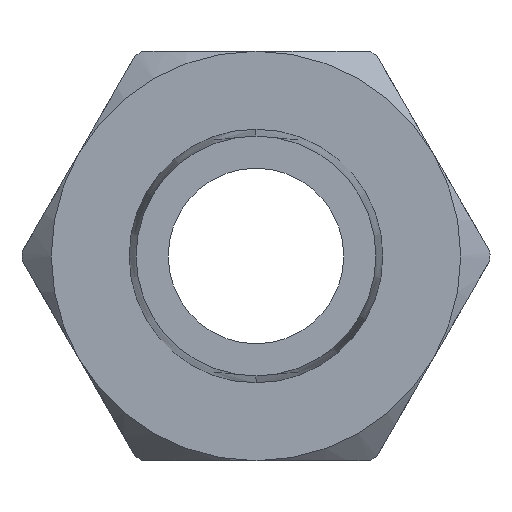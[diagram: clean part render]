
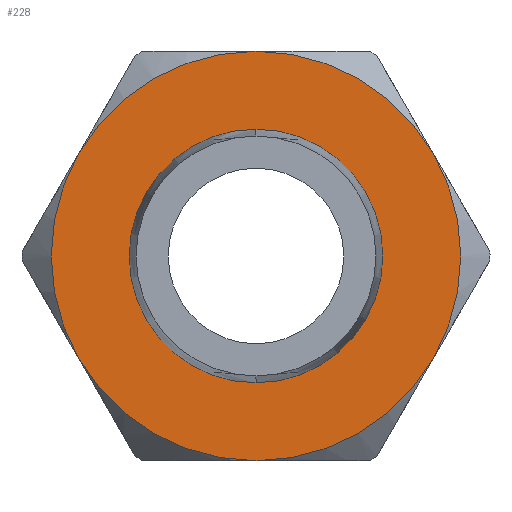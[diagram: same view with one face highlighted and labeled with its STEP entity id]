
A CAD part, left-side view. The second image highlights one B-rep face of the part: STEP entity #228.
In plain terms, the highlighted planar face has unit normal (-1, 0, 0).
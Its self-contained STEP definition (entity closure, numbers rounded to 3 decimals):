
#37 = CARTESIAN_POINT ( 'NONE',  ( 15., 0., 0. ) ) ;
#83 = EDGE_CURVE ( 'NONE', #1310, #4383, #3007, .T. ) ;
#115 = EDGE_CURVE ( 'NONE', #4854, #4841, #904, .T. ) ;
#178 = CARTESIAN_POINT ( 'NONE',  ( 15., 0., 0. ) ) ;
#228 = ADVANCED_FACE ( 'NONE', ( #4489, #1393 ), #2605, .F. ) ;
#249 = EDGE_LOOP ( 'NONE', ( #1188, #579, #504, #2700, #3016, #725 ) ) ;
#432 = CARTESIAN_POINT ( 'NONE',  ( 15., 0., -6.5 ) ) ;
#504 = ORIENTED_EDGE ( 'NONE', *, *, #115, .T. ) ;
#579 = ORIENTED_EDGE ( 'NONE', *, *, #2591, .T. ) ;
#584 = CARTESIAN_POINT ( 'NONE',  ( 15., -9.093, -5.25 ) ) ;
#631 = CIRCLE ( 'NONE', #714, 10.5 ) ;
#714 = AXIS2_PLACEMENT_3D ( 'NONE', #37, #1614, #4179 ) ;
#725 = ORIENTED_EDGE ( 'NONE', *, *, #4607, .T. ) ;
#739 = AXIS2_PLACEMENT_3D ( 'NONE', #4437, #4790, #4301 ) ;
#750 = CIRCLE ( 'NONE', #1484, 10.5 ) ;
#780 = EDGE_LOOP ( 'NONE', ( #2338, #4286 ) ) ;
#843 = VERTEX_POINT ( 'NONE', #1294 ) ;
#904 = CIRCLE ( 'NONE', #4385, 10.5 ) ;
#988 = CIRCLE ( 'NONE', #2854, 6.5 ) ;
#995 = CARTESIAN_POINT ( 'NONE',  ( 15., -9.093, 5.25 ) ) ;
#1009 = CARTESIAN_POINT ( 'NONE',  ( 15., 0., 0. ) ) ;
#1035 = AXIS2_PLACEMENT_3D ( 'NONE', #4494, #3726, #1119 ) ;
#1111 = DIRECTION ( 'NONE',  ( 0., 0., -1. ) ) ;
#1119 = DIRECTION ( 'NONE',  ( 0., 0., 1. ) ) ;
#1188 = ORIENTED_EDGE ( 'NONE', *, *, #2004, .T. ) ;
#1236 = DIRECTION ( 'NONE',  ( 0., 0., 1. ) ) ;
#1294 = CARTESIAN_POINT ( 'NONE',  ( 15., 0., 10.5 ) ) ;
#1310 = VERTEX_POINT ( 'NONE', #4699 ) ;
#1325 = CARTESIAN_POINT ( 'NONE',  ( 15., 0., -10.5 ) ) ;
#1393 = FACE_OUTER_BOUND ( 'NONE', #249, .T. ) ;
#1484 = AXIS2_PLACEMENT_3D ( 'NONE', #2099, #1674, #4770 ) ;
#1509 = EDGE_CURVE ( 'NONE', #4383, #1310, #988, .T. ) ;
#1614 = DIRECTION ( 'NONE',  ( -1., 0., 0. ) ) ;
#1674 = DIRECTION ( 'NONE',  ( -1., 0., 0. ) ) ;
#1704 = CARTESIAN_POINT ( 'NONE',  ( 15., 9.093, -5.25 ) ) ;
#1718 = AXIS2_PLACEMENT_3D ( 'NONE', #2041, #4380, #1236 ) ;
#1823 = DIRECTION ( 'NONE',  ( 0., 0., 1. ) ) ;
#2004 = EDGE_CURVE ( 'NONE', #2560, #3563, #2445, .T. ) ;
#2041 = CARTESIAN_POINT ( 'NONE',  ( 15., 0., 0. ) ) ;
#2099 = CARTESIAN_POINT ( 'NONE',  ( 15., 0., 0. ) ) ;
#2175 = CARTESIAN_POINT ( 'NONE',  ( 15., 0., 0. ) ) ;
#2338 = ORIENTED_EDGE ( 'NONE', *, *, #83, .F. ) ;
#2371 = CIRCLE ( 'NONE', #4726, 10.5 ) ;
#2445 = CIRCLE ( 'NONE', #1718, 10.5 ) ;
#2560 = VERTEX_POINT ( 'NONE', #1704 ) ;
#2591 = EDGE_CURVE ( 'NONE', #3563, #4854, #2371, .T. ) ;
#2605 = PLANE ( 'NONE',  #2847 ) ;
#2700 = ORIENTED_EDGE ( 'NONE', *, *, #2717, .T. ) ;
#2717 = EDGE_CURVE ( 'NONE', #4841, #843, #750, .T. ) ;
#2838 = DIRECTION ( 'NONE',  ( -1., 0., 0. ) ) ;
#2847 = AXIS2_PLACEMENT_3D ( 'NONE', #1009, #4587, #1111 ) ;
#2854 = AXIS2_PLACEMENT_3D ( 'NONE', #2175, #3775, #1823 ) ;
#3007 = CIRCLE ( 'NONE', #739, 6.5 ) ;
#3016 = ORIENTED_EDGE ( 'NONE', *, *, #3612, .T. ) ;
#3355 = DIRECTION ( 'NONE',  ( -1., 0., 0. ) ) ;
#3514 = DIRECTION ( 'NONE',  ( 0., 0., 1. ) ) ;
#3563 = VERTEX_POINT ( 'NONE', #1325 ) ;
#3612 = EDGE_CURVE ( 'NONE', #843, #3648, #4762, .T. ) ;
#3648 = VERTEX_POINT ( 'NONE', #4921 ) ;
#3726 = DIRECTION ( 'NONE',  ( -1., 0., 0. ) ) ;
#3775 = DIRECTION ( 'NONE',  ( -1., 0., 0. ) ) ;
#4179 = DIRECTION ( 'NONE',  ( 0., 0., 1. ) ) ;
#4286 = ORIENTED_EDGE ( 'NONE', *, *, #1509, .F. ) ;
#4301 = DIRECTION ( 'NONE',  ( 0., 0., 1. ) ) ;
#4380 = DIRECTION ( 'NONE',  ( -1., 0., 0. ) ) ;
#4383 = VERTEX_POINT ( 'NONE', #432 ) ;
#4385 = AXIS2_PLACEMENT_3D ( 'NONE', #4840, #2838, #3514 ) ;
#4437 = CARTESIAN_POINT ( 'NONE',  ( 15., 0., 0. ) ) ;
#4470 = DIRECTION ( 'NONE',  ( 0., 0., 1. ) ) ;
#4489 = FACE_BOUND ( 'NONE', #780, .T. ) ;
#4494 = CARTESIAN_POINT ( 'NONE',  ( 15., 0., 0. ) ) ;
#4587 = DIRECTION ( 'NONE',  ( 1., 0., 0. ) ) ;
#4607 = EDGE_CURVE ( 'NONE', #3648, #2560, #631, .T. ) ;
#4699 = CARTESIAN_POINT ( 'NONE',  ( 15., 0., 6.5 ) ) ;
#4726 = AXIS2_PLACEMENT_3D ( 'NONE', #178, #3355, #4470 ) ;
#4762 = CIRCLE ( 'NONE', #1035, 10.5 ) ;
#4770 = DIRECTION ( 'NONE',  ( 0., 0., 1. ) ) ;
#4790 = DIRECTION ( 'NONE',  ( -1., 0., 0. ) ) ;
#4840 = CARTESIAN_POINT ( 'NONE',  ( 15., 0., 0. ) ) ;
#4841 = VERTEX_POINT ( 'NONE', #995 ) ;
#4854 = VERTEX_POINT ( 'NONE', #584 ) ;
#4921 = CARTESIAN_POINT ( 'NONE',  ( 15., 9.093, 5.25 ) ) ;
